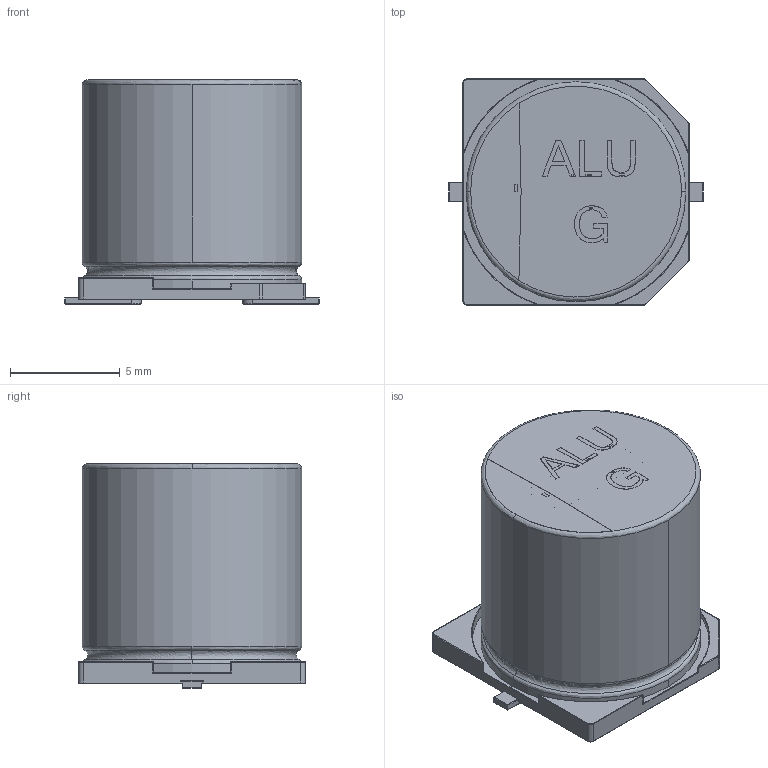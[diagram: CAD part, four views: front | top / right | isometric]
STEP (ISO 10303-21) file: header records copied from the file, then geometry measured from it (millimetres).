
FILE_DESCRIPTION (( 'STEP AP214' ), '1' );
FILE_NAME ('User Library-ALU-G.STEP', '2010-10-19T14:50:14', ( 'sysAdmin' ), ( 'SolidWorks' ), 'SwSTEP 2.0', 'SolidWorks 2010', '' );
FILE_SCHEMA (( 'AUTOMOTIVE_DESIGN' ));
Length unit declared in the file: centimetre
Products named in the file (5): User Library-ALU-G_Pins_1; User Library-ALU-G_Beschriftung_1; User Library-ALU-G_K_X_F6rper_1; User Library-ALU-G_Fuss_1; User Library-ALU-G
Assembly tree (4 placements, depth 2):
  User Library-ALU-G
    User Library-ALU-G_K_X_F6rper_1
    User Library-ALU-G_Beschriftung_1
    User Library-ALU-G_Pins_1
    User Library-ALU-G_Fuss_1
Bounding box: 11.6 x 10.3 x 10.2 mm (x, y, z)
Volume: 800.2 mm3; surface area: 773.8 mm2
Topology: 4 solids, 4 shells, 329 faces, 830 edges, 506 vertices
Faces by surface type: plane 142, bspline 101, cylinder 86
Entity records: 14646 total; most frequent: CARTESIAN_POINT 3581, ORIENTED_EDGE 1620, DIRECTION 1334, EDGE_CURVE 810, VERTEX_POINT 506, VECTOR 478, LINE 478, AXIS2_PLACEMENT_3D 428
